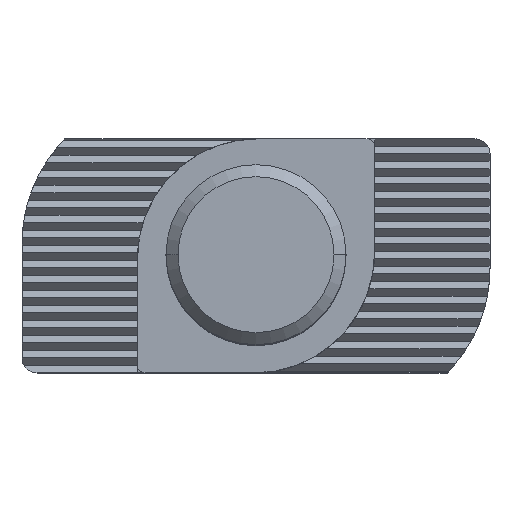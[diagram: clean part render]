
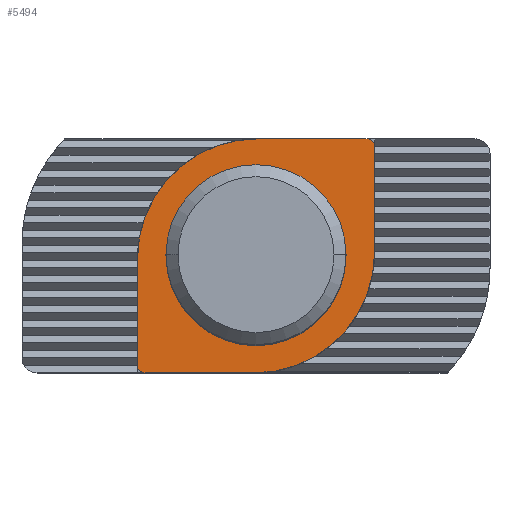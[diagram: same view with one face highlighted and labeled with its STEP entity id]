
A CAD part, top view. The second image highlights one B-rep face of the part: STEP entity #5494.
In plain terms, the highlighted planar face has unit normal (0, 0, 1).
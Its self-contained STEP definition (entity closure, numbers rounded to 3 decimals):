
#319 = VECTOR ( 'NONE', #727, 1000. ) ;
#472 = LINE ( 'NONE', #732, #319 ) ;
#727 = DIRECTION ( 'NONE',  ( -1., 0., 0. ) ) ;
#732 = CARTESIAN_POINT ( 'NONE',  ( 3.7, 3.9, 6.7 ) ) ;
#764 = DIRECTION ( 'NONE',  ( -1., 0., 0. ) ) ;
#765 = DIRECTION ( 'NONE',  ( 0., 0., 1. ) ) ;
#766 = CARTESIAN_POINT ( 'NONE',  ( -3.7, -3.65, 6.7 ) ) ;
#769 = DIRECTION ( 'NONE',  ( 0., -1., 0. ) ) ;
#775 = CARTESIAN_POINT ( 'NONE',  ( -3.95, -3.65, 6.7 ) ) ;
#816 = DIRECTION ( 'NONE',  ( 1., 0., 0. ) ) ;
#817 = DIRECTION ( 'NONE',  ( 0., 0., 1. ) ) ;
#818 = CARTESIAN_POINT ( 'NONE',  ( 0.05, -0.1, 6.7 ) ) ;
#968 = CARTESIAN_POINT ( 'NONE',  ( -3.7, -3.9, 6.7 ) ) ;
#980 = CARTESIAN_POINT ( 'NONE',  ( -0.05, -3.9, 6.7 ) ) ;
#1004 = CARTESIAN_POINT ( 'NONE',  ( 3.95, 3.65, 6.7 ) ) ;
#1066 = CARTESIAN_POINT ( 'NONE',  ( -3.95, -3.65, 6.7 ) ) ;
#1073 = CARTESIAN_POINT ( 'NONE',  ( 0.05, 3.9, 6.7 ) ) ;
#1126 = CARTESIAN_POINT ( 'NONE',  ( 3.95, 0.1, 6.7 ) ) ;
#1142 = CARTESIAN_POINT ( 'NONE',  ( 3.7, 3.9, 6.7 ) ) ;
#1163 = CARTESIAN_POINT ( 'NONE',  ( -3.95, -0.1, 6.7 ) ) ;
#1413 = LINE ( 'NONE', #775, #1417 ) ;
#1417 = VECTOR ( 'NONE', #769, 1000. ) ;
#1418 = CIRCLE ( 'NONE', #2495, 0.25 ) ;
#1660 = CIRCLE ( 'NONE', #2497, 4. ) ;
#1678 = ORIENTED_EDGE ( 'NONE', *, *, #2559, .T. ) ;
#1689 = ORIENTED_EDGE ( 'NONE', *, *, #2579, .T. ) ;
#1710 = ORIENTED_EDGE ( 'NONE', *, *, #2560, .T. ) ;
#1760 = ORIENTED_EDGE ( 'NONE', *, *, #5694, .T. ) ;
#2015 = VERTEX_POINT ( 'NONE', #1163 ) ;
#2045 = VERTEX_POINT ( 'NONE', #1142 ) ;
#2074 = VERTEX_POINT ( 'NONE', #1126 ) ;
#2177 = VERTEX_POINT ( 'NONE', #1073 ) ;
#2187 = VERTEX_POINT ( 'NONE', #1066 ) ;
#2252 = EDGE_LOOP ( 'NONE', ( #3414, #3421, #1760, #1689, #3483, #1678, #1710, #3409 ) ) ;
#2314 = VERTEX_POINT ( 'NONE', #1004 ) ;
#2338 = VERTEX_POINT ( 'NONE', #980 ) ;
#2362 = VERTEX_POINT ( 'NONE', #968 ) ;
#2429 = AXIS2_PLACEMENT_3D ( 'NONE', #5288, #5306, #5258 ) ;
#2432 = AXIS2_PLACEMENT_3D ( 'NONE', #4277, #4266, #4265 ) ;
#2495 = AXIS2_PLACEMENT_3D ( 'NONE', #766, #765, #764 ) ;
#2497 = AXIS2_PLACEMENT_3D ( 'NONE', #818, #817, #816 ) ;
#2535 = EDGE_CURVE ( 'NONE', #2177, #2015, #1660, .T. ) ;
#2559 = EDGE_CURVE ( 'NONE', #2015, #2187, #1413, .T. ) ;
#2560 = EDGE_CURVE ( 'NONE', #2187, #2362, #1418, .T. ) ;
#2579 = EDGE_CURVE ( 'NONE', #2045, #2177, #472, .T. ) ;
#3409 = ORIENTED_EDGE ( 'NONE', *, *, #5649, .T. ) ;
#3414 = ORIENTED_EDGE ( 'NONE', *, *, #5675, .T. ) ;
#3421 = ORIENTED_EDGE ( 'NONE', *, *, #5693, .T. ) ;
#3483 = ORIENTED_EDGE ( 'NONE', *, *, #2535, .T. ) ;
#4265 = DIRECTION ( 'NONE',  ( 1., 0., 0. ) ) ;
#4266 = DIRECTION ( 'NONE',  ( 0., 0., 1. ) ) ;
#4269 = PLANE ( 'NONE',  #2432 ) ;
#4277 = CARTESIAN_POINT ( 'NONE',  ( -0.05, 0.1, 6.7 ) ) ;
#4884 = FACE_OUTER_BOUND ( 'NONE', #2252, .T. ) ;
#4975 = VECTOR ( 'NONE', #5431, 1000. ) ;
#4976 = CIRCLE ( 'NONE', #5827, 0.25 ) ;
#4978 = LINE ( 'NONE', #5396, #4975 ) ;
#5013 = CIRCLE ( 'NONE', #2429, 4. ) ;
#5024 = VECTOR ( 'NONE', #5433, 1000. ) ;
#5027 = LINE ( 'NONE', #5345, #5024 ) ;
#5258 = DIRECTION ( 'NONE',  ( 1., 0., 0. ) ) ;
#5288 = CARTESIAN_POINT ( 'NONE',  ( -0.05, 0.1, 6.7 ) ) ;
#5306 = DIRECTION ( 'NONE',  ( 0., 0., 1. ) ) ;
#5333 = DIRECTION ( 'NONE',  ( 0., 0., 1. ) ) ;
#5345 = CARTESIAN_POINT ( 'NONE',  ( -0.05, -3.9, 6.7 ) ) ;
#5384 = DIRECTION ( 'NONE',  ( 1., 0., 0. ) ) ;
#5396 = CARTESIAN_POINT ( 'NONE',  ( 3.95, 0.1, 6.7 ) ) ;
#5401 = CARTESIAN_POINT ( 'NONE',  ( 3.7, 3.65, 6.7 ) ) ;
#5431 = DIRECTION ( 'NONE',  ( 0., 1., 0. ) ) ;
#5433 = DIRECTION ( 'NONE',  ( 1., 0., 0. ) ) ;
#5494 = ADVANCED_FACE ( 'NONE', ( #4884 ), #4269, .T. ) ;
#5649 = EDGE_CURVE ( 'NONE', #2362, #2338, #5027, .T. ) ;
#5675 = EDGE_CURVE ( 'NONE', #2338, #2074, #5013, .T. ) ;
#5693 = EDGE_CURVE ( 'NONE', #2074, #2314, #4978, .T. ) ;
#5694 = EDGE_CURVE ( 'NONE', #2314, #2045, #4976, .T. ) ;
#5827 = AXIS2_PLACEMENT_3D ( 'NONE', #5401, #5333, #5384 ) ;
